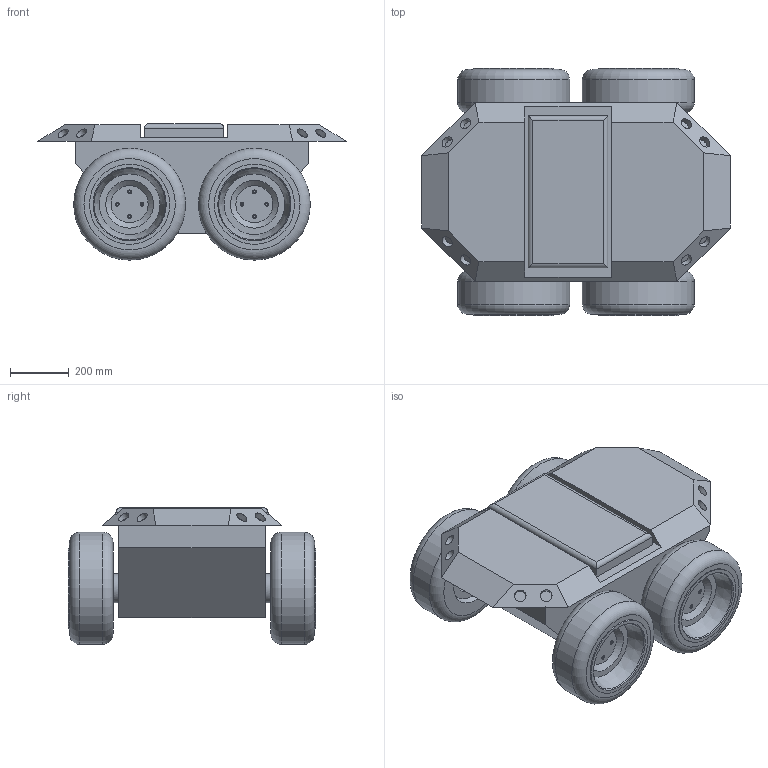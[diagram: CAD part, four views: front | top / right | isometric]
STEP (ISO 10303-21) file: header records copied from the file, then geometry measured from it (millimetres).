
FILE_DESCRIPTION(/* description */ ('Unknown'),/* implementation_level */ '2;1');
FILE_NAME(/* name */ 'Seekur_Jr',/* time_stamp */ '2020-01-15T16:22:43+00:00',/* author */ ('Unknown'),/* organization */ ('Unknown'),/* preprocessor_version */ 'ST-DEVELOPER v16.7',/* originating_system */ 'DEX',/* authorisation */ $);
FILE_SCHEMA (('AUTOMOTIVE_DESIGN {1 0 10303 214 3 1 1}'));
Length unit declared in the file: millimetre
Products named in the file (1): Seekur_Jr
Bounding box: 1051 x 842.87 x 464.67 mm (x, y, z)
Volume: 178865274.6 mm3; surface area: 3632662.4 mm2
Topology: 1 solids, 1 shells, 174 faces, 354 edges, 232 vertices
Faces by surface type: plane 86, cylinder 60, cone 20, torus 8
Full cylindrical faces by diameter (mm): 8 x16, 13 x16, 40 x8, 44.648 x4, 100 x4, 273.475 x4, 381.266 x4
Entity records: 5335 total; most frequent: DIRECTION 768, CARTESIAN_POINT 637, ORIENTED_EDGE 500, EDGE_LOOP 348, FACE_BOUND 348, AXIS2_PLACEMENT_3D 343, EDGE_CURVE 250, VERTEX_POINT 212
